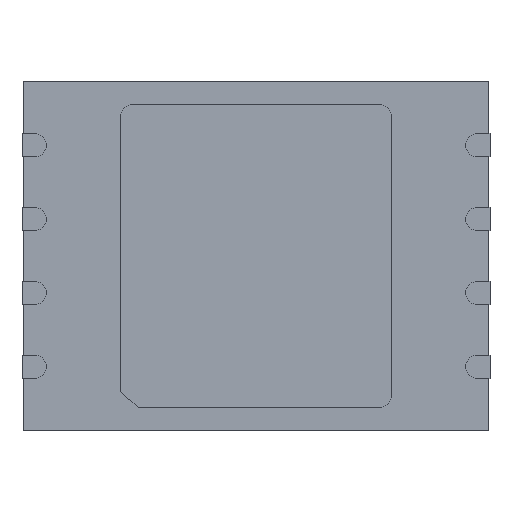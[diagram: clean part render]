
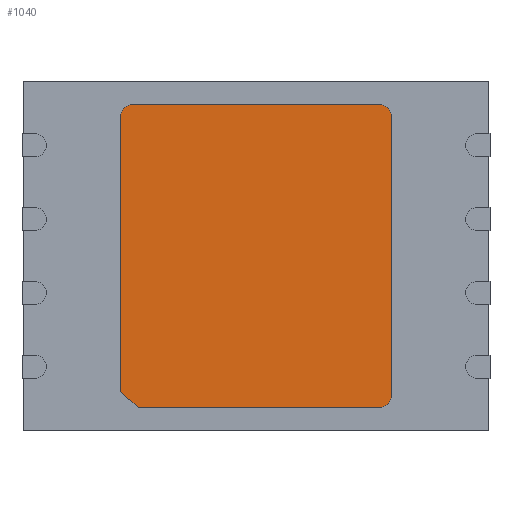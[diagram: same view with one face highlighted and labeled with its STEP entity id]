
A CAD part, front view. The second image highlights one B-rep face of the part: STEP entity #1040.
In plain terms, the highlighted planar face has unit normal (0, -1, 0).
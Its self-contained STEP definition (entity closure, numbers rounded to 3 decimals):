
#42=CIRCLE('',#1143,0.2);
#44=CIRCLE('',#1147,0.2);
#46=CIRCLE('',#1151,0.2);
#134=FACE_OUTER_BOUND('',#201,.T.);
#201=EDGE_LOOP('',(#908,#909,#910,#911,#912,#913,#914,#915));
#299=LINE('',#1696,#410);
#302=LINE('',#1702,#413);
#305=LINE('',#1708,#416);
#309=LINE('',#1720,#420);
#313=LINE('',#1732,#424);
#410=VECTOR('',#1397,10.);
#413=VECTOR('',#1402,10.);
#416=VECTOR('',#1407,10.);
#420=VECTOR('',#1419,10.);
#424=VECTOR('',#1431,10.);
#501=VERTEX_POINT('',#1693);
#502=VERTEX_POINT('',#1695);
#504=VERTEX_POINT('',#1701);
#506=VERTEX_POINT('',#1707);
#508=VERTEX_POINT('',#1713);
#510=VERTEX_POINT('',#1719);
#512=VERTEX_POINT('',#1725);
#514=VERTEX_POINT('',#1731);
#627=EDGE_CURVE('',#502,#501,#299,.T.);
#630=EDGE_CURVE('',#504,#502,#302,.T.);
#633=EDGE_CURVE('',#506,#504,#305,.T.);
#636=EDGE_CURVE('',#508,#506,#42,.T.);
#639=EDGE_CURVE('',#510,#508,#309,.T.);
#642=EDGE_CURVE('',#512,#510,#44,.T.);
#645=EDGE_CURVE('',#514,#512,#313,.T.);
#648=EDGE_CURVE('',#501,#514,#46,.T.);
#908=ORIENTED_EDGE('',*,*,#648,.T.);
#909=ORIENTED_EDGE('',*,*,#645,.T.);
#910=ORIENTED_EDGE('',*,*,#642,.T.);
#911=ORIENTED_EDGE('',*,*,#639,.T.);
#912=ORIENTED_EDGE('',*,*,#636,.T.);
#913=ORIENTED_EDGE('',*,*,#633,.T.);
#914=ORIENTED_EDGE('',*,*,#630,.T.);
#915=ORIENTED_EDGE('',*,*,#627,.T.);
#974=PLANE('',#1153);
#1040=ADVANCED_FACE('',(#134),#974,.F.);
#1143=AXIS2_PLACEMENT_3D('',#1714,#1413,#1414);
#1147=AXIS2_PLACEMENT_3D('',#1726,#1425,#1426);
#1151=AXIS2_PLACEMENT_3D('',#1736,#1437,#1438);
#1153=AXIS2_PLACEMENT_3D('',#1738,#1441,#1442);
#1397=DIRECTION('',(1.,0.,0.));
#1402=DIRECTION('',(0.745,0.,-0.667));
#1407=DIRECTION('',(0.,0.,-1.));
#1413=DIRECTION('center_axis',(0.,-1.,0.));
#1414=DIRECTION('ref_axis',(-1.,0.,0.));
#1419=DIRECTION('',(-1.,0.,0.));
#1425=DIRECTION('center_axis',(0.,-1.,0.));
#1426=DIRECTION('ref_axis',(0.,0.,1.));
#1431=DIRECTION('',(0.,0.,1.));
#1437=DIRECTION('center_axis',(0.,-1.,0.));
#1438=DIRECTION('ref_axis',(1.,0.,0.));
#1441=DIRECTION('center_axis',(0.,1.,0.));
#1442=DIRECTION('ref_axis',(1.,0.,0.));
#1693=CARTESIAN_POINT('',(2.125,-0.02,-2.6));
#1695=CARTESIAN_POINT('',(-2.025,-0.02,-2.6));
#1696=CARTESIAN_POINT('',(-2.325,-0.02,-2.6));
#1701=CARTESIAN_POINT('',(-2.325,-0.02,-2.332));
#1702=CARTESIAN_POINT('',(-2.025,-0.02,-2.6));
#1707=CARTESIAN_POINT('',(-2.325,-0.02,2.4));
#1708=CARTESIAN_POINT('',(-2.325,-0.02,2.4));
#1713=CARTESIAN_POINT('',(-2.125,-0.02,2.6));
#1714=CARTESIAN_POINT('Origin',(-2.125,-0.02,2.4));
#1719=CARTESIAN_POINT('',(2.125,-0.02,2.6));
#1720=CARTESIAN_POINT('',(2.125,-0.02,2.6));
#1725=CARTESIAN_POINT('',(2.325,-0.02,2.4));
#1726=CARTESIAN_POINT('Origin',(2.125,-0.02,2.4));
#1731=CARTESIAN_POINT('',(2.325,-0.02,-2.4));
#1732=CARTESIAN_POINT('',(2.325,-0.02,-2.4));
#1736=CARTESIAN_POINT('Origin',(2.125,-0.02,-2.4));
#1738=CARTESIAN_POINT('Origin',(0.,-0.02,0.));
